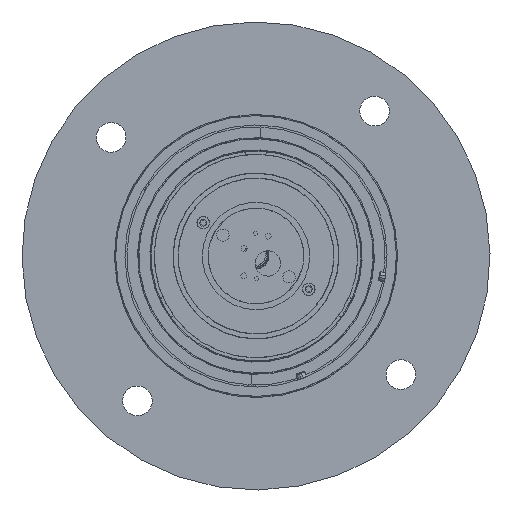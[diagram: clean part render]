
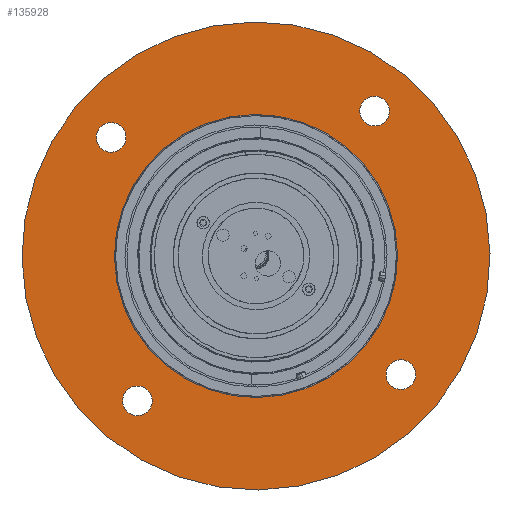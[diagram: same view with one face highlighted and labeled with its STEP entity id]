
A CAD part, front view. The second image highlights one B-rep face of the part: STEP entity #135928.
In plain terms, the highlighted planar face has unit normal (0, -1, 0).
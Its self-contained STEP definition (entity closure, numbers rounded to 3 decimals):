
#12858 = FACE_OUTER_BOUND ( 'NONE', #469376, .T. ) ;
#15227 = DIRECTION ( 'NONE',  ( 0., -1., 0. ) ) ;
#15420 = VERTEX_POINT ( 'NONE', #131120 ) ;
#17237 = DIRECTION ( 'NONE',  ( 0.634, 0., 0.774 ) ) ;
#22444 = FACE_BOUND ( 'NONE', #331630, .T. ) ;
#33621 = VERTEX_POINT ( 'NONE', #123133 ) ;
#37919 = DIRECTION ( 'NONE',  ( 0., 1., 0. ) ) ;
#40439 = DIRECTION ( 'NONE',  ( 0.634, 0., 0.774 ) ) ;
#58222 = EDGE_CURVE ( 'NONE', #455168, #478613, #418134, .T. ) ;
#60298 = CARTESIAN_POINT ( 'NONE',  ( -76.028, -2353.498, -92.843 ) ) ;
#60375 = VERTEX_POINT ( 'NONE', #159058 ) ;
#63363 = CARTESIAN_POINT ( 'NONE',  ( 92.843, -2353.498, -76.028 ) ) ;
#65084 = DIRECTION ( 'NONE',  ( 0.634, 0., 0.774 ) ) ;
#79375 = CARTESIAN_POINT ( 'NONE',  ( 0., -2353.498, 0. ) ) ;
#90237 = CARTESIAN_POINT ( 'NONE',  ( -92.843, -2353.498, 76.028 ) ) ;
#95448 = FACE_BOUND ( 'NONE', #390315, .T. ) ;
#96827 = ORIENTED_EDGE ( 'NONE', *, *, #322535, .T. ) ;
#110140 = ORIENTED_EDGE ( 'NONE', *, *, #143197, .T. ) ;
#110260 = AXIS2_PLACEMENT_3D ( 'NONE', #467540, #15227, #243727 ) ;
#111437 = VERTEX_POINT ( 'NONE', #149260 ) ;
#114576 = CARTESIAN_POINT ( 'NONE',  ( 0., -2353.498, 0. ) ) ;
#119225 = CIRCLE ( 'NONE', #173700, 150. ) ;
#122111 = DIRECTION ( 'NONE',  ( 0., 1., 0. ) ) ;
#123133 = CARTESIAN_POINT ( 'NONE',  ( 86.824, -2353.498, -83.378 ) ) ;
#125061 = AXIS2_PLACEMENT_3D ( 'NONE', #341847, #37919, #373563 ) ;
#126536 = CIRCLE ( 'NONE', #415242, 9.5 ) ;
#126726 = AXIS2_PLACEMENT_3D ( 'NONE', #90237, #350468, #17237 ) ;
#131120 = CARTESIAN_POINT ( 'NONE',  ( 70.009, -2353.498, 85.493 ) ) ;
#131915 = FACE_BOUND ( 'NONE', #302213, .T. ) ;
#132278 = DIRECTION ( 'NONE',  ( 0.634, 0., 0.774 ) ) ;
#135928 = ADVANCED_FACE ( 'NONE', ( #12858, #22444, #465143, #428639, #131915, #95448 ), #355661, .T. ) ;
#138203 = EDGE_CURVE ( 'NONE', #60375, #15420, #126536, .T. ) ;
#140732 = VERTEX_POINT ( 'NONE', #320687 ) ;
#142726 = ORIENTED_EDGE ( 'NONE', *, *, #196482, .T. ) ;
#143197 = EDGE_CURVE ( 'NONE', #15420, #60375, #469868, .T. ) ;
#149260 = CARTESIAN_POINT ( 'NONE',  ( -95.035, -2353.498, -116.054 ) ) ;
#149992 = DIRECTION ( 'NONE',  ( 0.634, 0., 0.774 ) ) ;
#154834 = EDGE_CURVE ( 'NONE', #407667, #175553, #208264, .T. ) ;
#159058 = CARTESIAN_POINT ( 'NONE',  ( 82.047, -2353.498, 100.193 ) ) ;
#160857 = ORIENTED_EDGE ( 'NONE', *, *, #265699, .T. ) ;
#170691 = CARTESIAN_POINT ( 'NONE',  ( -57.496, -2353.498, -70.212 ) ) ;
#173700 = AXIS2_PLACEMENT_3D ( 'NONE', #114576, #452574, #338295 ) ;
#175090 = AXIS2_PLACEMENT_3D ( 'NONE', #63363, #211657, #433048 ) ;
#175553 = VERTEX_POINT ( 'NONE', #170691 ) ;
#193635 = VERTEX_POINT ( 'NONE', #320128 ) ;
#196482 = EDGE_CURVE ( 'NONE', #111437, #140732, #119225, .T. ) ;
#197833 = AXIS2_PLACEMENT_3D ( 'NONE', #298303, #371324, #149992 ) ;
#208264 = CIRCLE ( 'NONE', #480235, 90.75 ) ;
#208606 = DIRECTION ( 'NONE',  ( 0., 1., 0. ) ) ;
#209747 = DIRECTION ( 'NONE',  ( 0.634, 0., 0.774 ) ) ;
#211657 = DIRECTION ( 'NONE',  ( 0., 1., 0. ) ) ;
#230295 = VERTEX_POINT ( 'NONE', #406468 ) ;
#230786 = ORIENTED_EDGE ( 'NONE', *, *, #342255, .T. ) ;
#236240 = CARTESIAN_POINT ( 'NONE',  ( 98.862, -2353.498, -68.678 ) ) ;
#241694 = CARTESIAN_POINT ( 'NONE',  ( 92.843, -2353.498, -76.028 ) ) ;
#243727 = DIRECTION ( 'NONE',  ( 0.774, 0., -0.634 ) ) ;
#257432 = CARTESIAN_POINT ( 'NONE',  ( 76.028, -2353.498, 92.843 ) ) ;
#265699 = EDGE_CURVE ( 'NONE', #388861, #33621, #378641, .T. ) ;
#292341 = CARTESIAN_POINT ( 'NONE',  ( 76.028, -2353.498, 92.843 ) ) ;
#298303 = CARTESIAN_POINT ( 'NONE',  ( 0., -2353.498, 0. ) ) ;
#302213 = EDGE_LOOP ( 'NONE', ( #319842, #110140 ) ) ;
#306938 = CARTESIAN_POINT ( 'NONE',  ( -92.843, -2353.498, 76.028 ) ) ;
#307840 = DIRECTION ( 'NONE',  ( 0., 1., 0. ) ) ;
#315010 = CIRCLE ( 'NONE', #175090, 9.5 ) ;
#319842 = ORIENTED_EDGE ( 'NONE', *, *, #138203, .T. ) ;
#320128 = CARTESIAN_POINT ( 'NONE',  ( -86.824, -2353.498, 83.378 ) ) ;
#320687 = CARTESIAN_POINT ( 'NONE',  ( 95.035, -2353.498, 116.054 ) ) ;
#322295 = AXIS2_PLACEMENT_3D ( 'NONE', #257432, #332816, #392034 ) ;
#322535 = EDGE_CURVE ( 'NONE', #33621, #388861, #315010, .T. ) ;
#325698 = EDGE_LOOP ( 'NONE', ( #351733, #380599 ) ) ;
#327653 = CARTESIAN_POINT ( 'NONE',  ( -82.047, -2353.498, -100.193 ) ) ;
#331630 = EDGE_LOOP ( 'NONE', ( #430773, #334380 ) ) ;
#332816 = DIRECTION ( 'NONE',  ( 0., 1., 0. ) ) ;
#334380 = ORIENTED_EDGE ( 'NONE', *, *, #354747, .T. ) ;
#338295 = DIRECTION ( 'NONE',  ( 0.634, 0., 0.774 ) ) ;
#341847 = CARTESIAN_POINT ( 'NONE',  ( -76.028, -2353.498, -92.843 ) ) ;
#342255 = EDGE_CURVE ( 'NONE', #230295, #193635, #414223, .T. ) ;
#345443 = CIRCLE ( 'NONE', #197833, 150. ) ;
#346842 = EDGE_CURVE ( 'NONE', #140732, #111437, #345443, .T. ) ;
#350468 = DIRECTION ( 'NONE',  ( 0., 1., 0. ) ) ;
#351733 = ORIENTED_EDGE ( 'NONE', *, *, #58222, .T. ) ;
#354747 = EDGE_CURVE ( 'NONE', #175553, #407667, #455822, .T. ) ;
#355661 = PLANE ( 'NONE',  #110260 ) ;
#362041 = ORIENTED_EDGE ( 'NONE', *, *, #382689, .T. ) ;
#367894 = ORIENTED_EDGE ( 'NONE', *, *, #346842, .T. ) ;
#368636 = CARTESIAN_POINT ( 'NONE',  ( 57.496, -2353.498, 70.212 ) ) ;
#370401 = AXIS2_PLACEMENT_3D ( 'NONE', #372500, #447873, #382057 ) ;
#371324 = DIRECTION ( 'NONE',  ( 0., -1., 0. ) ) ;
#371607 = AXIS2_PLACEMENT_3D ( 'NONE', #60298, #208606, #65084 ) ;
#372500 = CARTESIAN_POINT ( 'NONE',  ( 0., -2353.498, 0. ) ) ;
#373184 = CARTESIAN_POINT ( 'NONE',  ( -70.009, -2353.498, -85.493 ) ) ;
#373563 = DIRECTION ( 'NONE',  ( 0.634, 0., 0.774 ) ) ;
#378641 = CIRCLE ( 'NONE', #440835, 9.5 ) ;
#380599 = ORIENTED_EDGE ( 'NONE', *, *, #426029, .T. ) ;
#381305 = CIRCLE ( 'NONE', #125061, 9.5 ) ;
#382057 = DIRECTION ( 'NONE',  ( 0.634, 0., 0.774 ) ) ;
#382689 = EDGE_CURVE ( 'NONE', #193635, #230295, #458465, .T. ) ;
#388861 = VERTEX_POINT ( 'NONE', #236240 ) ;
#390117 = DIRECTION ( 'NONE',  ( 0., 1., 0. ) ) ;
#390315 = EDGE_LOOP ( 'NONE', ( #362041, #230786 ) ) ;
#392034 = DIRECTION ( 'NONE',  ( 0.634, 0., 0.774 ) ) ;
#406468 = CARTESIAN_POINT ( 'NONE',  ( -98.862, -2353.498, 68.678 ) ) ;
#407667 = VERTEX_POINT ( 'NONE', #368636 ) ;
#414223 = CIRCLE ( 'NONE', #126726, 9.5 ) ;
#415242 = AXIS2_PLACEMENT_3D ( 'NONE', #292341, #433532, #209747 ) ;
#418134 = CIRCLE ( 'NONE', #371607, 9.5 ) ;
#426029 = EDGE_CURVE ( 'NONE', #478613, #455168, #381305, .T. ) ;
#427226 = AXIS2_PLACEMENT_3D ( 'NONE', #306938, #122111, #457722 ) ;
#428639 = FACE_BOUND ( 'NONE', #435361, .T. ) ;
#430773 = ORIENTED_EDGE ( 'NONE', *, *, #154834, .T. ) ;
#433048 = DIRECTION ( 'NONE',  ( 0.634, 0., 0.774 ) ) ;
#433532 = DIRECTION ( 'NONE',  ( 0., 1., 0. ) ) ;
#435361 = EDGE_LOOP ( 'NONE', ( #160857, #96827 ) ) ;
#440835 = AXIS2_PLACEMENT_3D ( 'NONE', #241694, #390117, #132278 ) ;
#447873 = DIRECTION ( 'NONE',  ( 0., 1., 0. ) ) ;
#452574 = DIRECTION ( 'NONE',  ( 0., -1., 0. ) ) ;
#455168 = VERTEX_POINT ( 'NONE', #373184 ) ;
#455822 = CIRCLE ( 'NONE', #370401, 90.75 ) ;
#457722 = DIRECTION ( 'NONE',  ( 0.634, 0., 0.774 ) ) ;
#458465 = CIRCLE ( 'NONE', #427226, 9.5 ) ;
#465143 = FACE_BOUND ( 'NONE', #325698, .T. ) ;
#467540 = CARTESIAN_POINT ( 'NONE',  ( 0., -2353.498, 0. ) ) ;
#469376 = EDGE_LOOP ( 'NONE', ( #367894, #142726 ) ) ;
#469868 = CIRCLE ( 'NONE', #322295, 9.5 ) ;
#478613 = VERTEX_POINT ( 'NONE', #327653 ) ;
#480235 = AXIS2_PLACEMENT_3D ( 'NONE', #79375, #307840, #40439 ) ;
